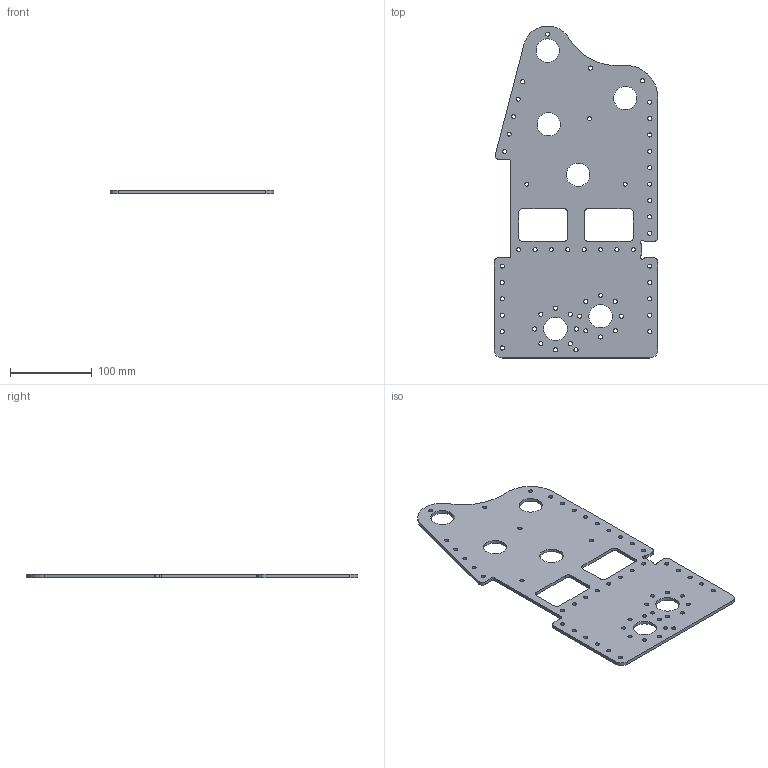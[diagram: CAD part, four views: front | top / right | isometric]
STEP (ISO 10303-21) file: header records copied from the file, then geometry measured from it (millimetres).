
FILE_DESCRIPTION (( 'STEP AP203' ), '1' );
FILE_NAME ('Inner Plate V2.STEP', '2024-04-06T14:19:58', ( '' ), ( '' ), 'SwSTEP 2.0', 'SolidWorks 2023', '' );
FILE_SCHEMA (( 'CONFIG_CONTROL_DESIGN' ));
Length unit declared in the file: millimetre
Products named in the file (1): Inner Plate V2
Bounding box: 200 x 405.14 x 4 mm (x, y, z)
Volume: 239078.5 mm3; surface area: 131480.3 mm2
Topology: 1 solids, 1 shells, 169 faces, 501 edges, 334 vertices
Faces by surface type: cylinder 148, plane 21
Entity records: 6164 total; most frequent: DIRECTION 1137, CARTESIAN_POINT 1005, ORIENTED_EDGE 1002, EDGE_CURVE 501, AXIS2_PLACEMENT_3D 466, VERTEX_POINT 334, EDGE_LOOP 297, CIRCLE 296
